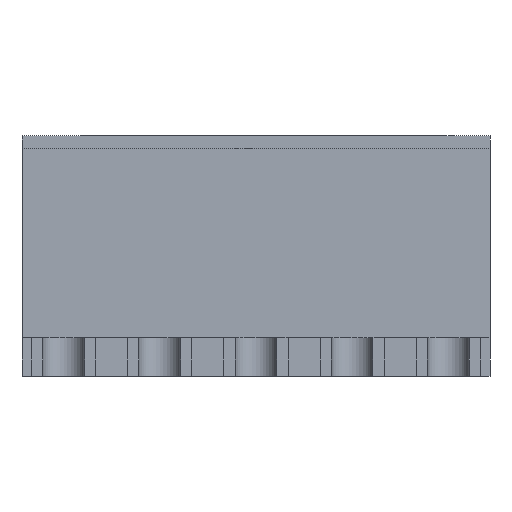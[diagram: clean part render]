
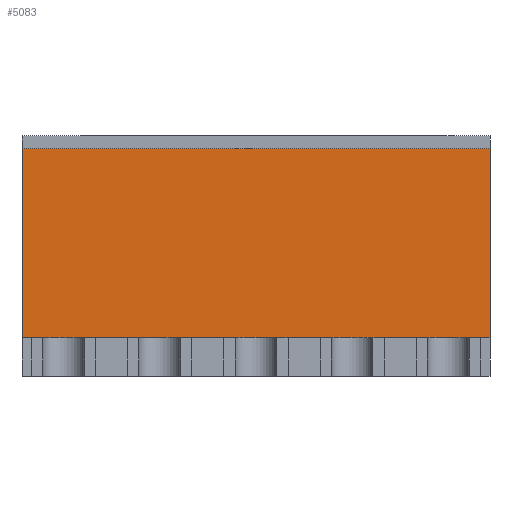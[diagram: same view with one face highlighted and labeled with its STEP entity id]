
A CAD part, front view. The second image highlights one B-rep face of the part: STEP entity #5083.
In plain terms, the highlighted planar face has unit normal (0, -1, 0).
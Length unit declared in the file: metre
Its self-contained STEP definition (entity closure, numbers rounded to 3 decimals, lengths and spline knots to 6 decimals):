
#399=ORIENTED_EDGE('',*,*,#1688,.F.);
#400=ORIENTED_EDGE('',*,*,#1687,.T.);
#401=ORIENTED_EDGE('',*,*,#1689,.T.);
#402=ORIENTED_EDGE('',*,*,#1690,.F.);
#1687=EDGE_CURVE('',#2355,#2356,#2887,.T.);
#1688=EDGE_CURVE('',#2355,#2357,#2888,.T.);
#1689=EDGE_CURVE('',#2356,#2358,#2889,.T.);
#1690=EDGE_CURVE('',#2357,#2358,#2890,.T.);
#2355=VERTEX_POINT('',#7547);
#2356=VERTEX_POINT('',#7549);
#2357=VERTEX_POINT('',#7553);
#2358=VERTEX_POINT('',#7555);
#2887=LINE('',#7550,#3581);
#2888=LINE('',#7552,#3582);
#2889=LINE('',#7554,#3583);
#2890=LINE('',#7556,#3584);
#3581=VECTOR('',#6151,1.);
#3582=VECTOR('',#6154,1.);
#3583=VECTOR('',#6155,1.);
#3584=VECTOR('',#6156,1.);
#4177=EDGE_LOOP('',(#399,#400,#401,#402));
#4495=FACE_BOUND('',#4177,.T.);
#4812=PLANE('',#5606);
#5083=ADVANCED_FACE('',(#4495),#4812,.F.);
#5606=AXIS2_PLACEMENT_3D('',#7551,#6152,#6153);
#6151=DIRECTION('',(0.,0.,-1.));
#6152=DIRECTION('',(0.,1.,0.));
#6153=DIRECTION('',(-1.,0.,0.));
#6154=DIRECTION('',(1.,0.,0.));
#6155=DIRECTION('',(1.,0.,0.));
#6156=DIRECTION('',(0.,0.,-1.));
#7547=CARTESIAN_POINT('',(-0.00365,-0.005,0.00355));
#7549=CARTESIAN_POINT('',(-0.00365,-0.005,0.0006));
#7550=CARTESIAN_POINT('',(-0.00365,-0.005,0.00375));
#7551=CARTESIAN_POINT('',(0.,-0.005,0.00375));
#7552=CARTESIAN_POINT('',(0.,-0.005,0.00355));
#7553=CARTESIAN_POINT('',(0.00365,-0.005,0.00355));
#7554=CARTESIAN_POINT('',(0.,-0.005,0.0006));
#7555=CARTESIAN_POINT('',(0.00365,-0.005,0.0006));
#7556=CARTESIAN_POINT('',(0.00365,-0.005,0.00375));
